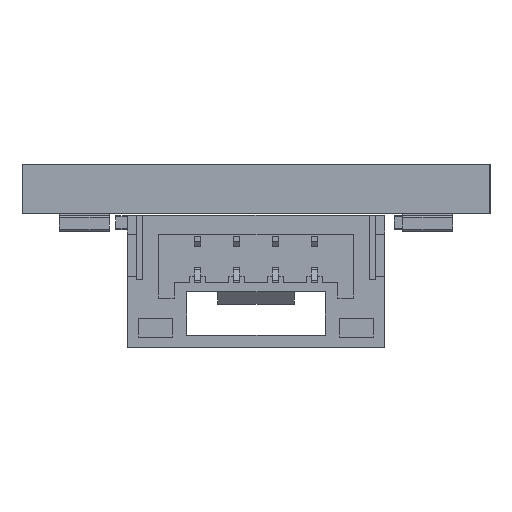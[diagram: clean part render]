
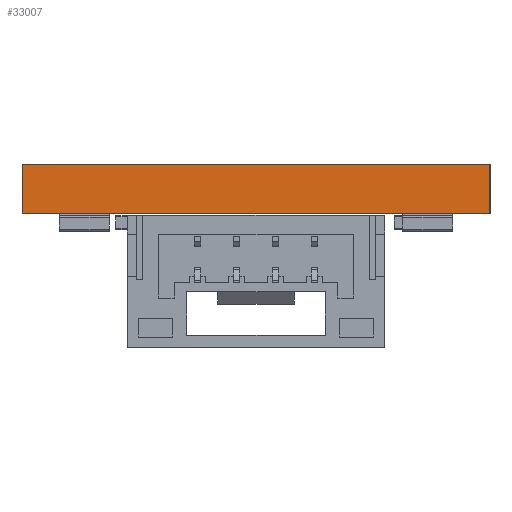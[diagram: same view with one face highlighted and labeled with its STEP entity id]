
A CAD part, left-side view. The second image highlights one B-rep face of the part: STEP entity #33007.
In plain terms, the highlighted planar face has unit normal (-1, 0, 0).
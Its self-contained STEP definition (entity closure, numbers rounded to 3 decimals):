
#33007 = ADVANCED_FACE('',(#33008),#33022,.T.);
#33008 = FACE_BOUND('',#33009,.T.);
#33009 = EDGE_LOOP('',(#33010,#33045,#33073,#33101));
#33010 = ORIENTED_EDGE('',*,*,#33011,.T.);
#33011 = EDGE_CURVE('',#33012,#33014,#33016,.T.);
#33012 = VERTEX_POINT('',#33013);
#33013 = CARTESIAN_POINT('',(-126.746,136.906,0.));
#33014 = VERTEX_POINT('',#33015);
#33015 = CARTESIAN_POINT('',(-126.746,136.906,1.6));
#33016 = SURFACE_CURVE('',#33017,(#33021,#33033),.PCURVE_S1.);
#33017 = LINE('',#33018,#33019);
#33018 = CARTESIAN_POINT('',(-126.746,136.906,0.));
#33019 = VECTOR('',#33020,1.);
#33020 = DIRECTION('',(0.,0.,1.));
#33021 = PCURVE('',#33022,#33027);
#33022 = PLANE('',#33023);
#33023 = AXIS2_PLACEMENT_3D('',#33024,#33025,#33026);
#33024 = CARTESIAN_POINT('',(-126.746,136.906,0.));
#33025 = DIRECTION('',(-1.,0.,0.));
#33026 = DIRECTION('',(0.,1.,0.));
#33027 = DEFINITIONAL_REPRESENTATION('',(#33028),#33032);
#33028 = LINE('',#33029,#33030);
#33029 = CARTESIAN_POINT('',(0.,0.));
#33030 = VECTOR('',#33031,1.);
#33031 = DIRECTION('',(0.,-1.));
#33032 = ( GEOMETRIC_REPRESENTATION_CONTEXT(2) 
PARAMETRIC_REPRESENTATION_CONTEXT() REPRESENTATION_CONTEXT('2D SPACE',''
  ) );
#33033 = PCURVE('',#33034,#33039);
#33034 = PLANE('',#33035);
#33035 = AXIS2_PLACEMENT_3D('',#33036,#33037,#33038);
#33036 = CARTESIAN_POINT('',(-96.746,136.906,0.));
#33037 = DIRECTION('',(0.,-1.,0.));
#33038 = DIRECTION('',(-1.,0.,0.));
#33039 = DEFINITIONAL_REPRESENTATION('',(#33040),#33044);
#33040 = LINE('',#33041,#33042);
#33041 = CARTESIAN_POINT('',(30.,0.));
#33042 = VECTOR('',#33043,1.);
#33043 = DIRECTION('',(0.,-1.));
#33044 = ( GEOMETRIC_REPRESENTATION_CONTEXT(2) 
PARAMETRIC_REPRESENTATION_CONTEXT() REPRESENTATION_CONTEXT('2D SPACE',''
  ) );
#33045 = ORIENTED_EDGE('',*,*,#33046,.T.);
#33046 = EDGE_CURVE('',#33014,#33047,#33049,.T.);
#33047 = VERTEX_POINT('',#33048);
#33048 = CARTESIAN_POINT('',(-126.746,151.906,1.6));
#33049 = SURFACE_CURVE('',#33050,(#33054,#33061),.PCURVE_S1.);
#33050 = LINE('',#33051,#33052);
#33051 = CARTESIAN_POINT('',(-126.746,136.906,1.6));
#33052 = VECTOR('',#33053,1.);
#33053 = DIRECTION('',(0.,1.,0.));
#33054 = PCURVE('',#33022,#33055);
#33055 = DEFINITIONAL_REPRESENTATION('',(#33056),#33060);
#33056 = LINE('',#33057,#33058);
#33057 = CARTESIAN_POINT('',(0.,-1.6));
#33058 = VECTOR('',#33059,1.);
#33059 = DIRECTION('',(1.,0.));
#33060 = ( GEOMETRIC_REPRESENTATION_CONTEXT(2) 
PARAMETRIC_REPRESENTATION_CONTEXT() REPRESENTATION_CONTEXT('2D SPACE',''
  ) );
#33061 = PCURVE('',#33062,#33067);
#33062 = PLANE('',#33063);
#33063 = AXIS2_PLACEMENT_3D('',#33064,#33065,#33066);
#33064 = CARTESIAN_POINT('',(-111.746,144.406,1.6));
#33065 = DIRECTION('',(-0.,-0.,-1.));
#33066 = DIRECTION('',(-1.,0.,0.));
#33067 = DEFINITIONAL_REPRESENTATION('',(#33068),#33072);
#33068 = LINE('',#33069,#33070);
#33069 = CARTESIAN_POINT('',(15.,-7.5));
#33070 = VECTOR('',#33071,1.);
#33071 = DIRECTION('',(0.,1.));
#33072 = ( GEOMETRIC_REPRESENTATION_CONTEXT(2) 
PARAMETRIC_REPRESENTATION_CONTEXT() REPRESENTATION_CONTEXT('2D SPACE',''
  ) );
#33073 = ORIENTED_EDGE('',*,*,#33074,.F.);
#33074 = EDGE_CURVE('',#33075,#33047,#33077,.T.);
#33075 = VERTEX_POINT('',#33076);
#33076 = CARTESIAN_POINT('',(-126.746,151.906,0.));
#33077 = SURFACE_CURVE('',#33078,(#33082,#33089),.PCURVE_S1.);
#33078 = LINE('',#33079,#33080);
#33079 = CARTESIAN_POINT('',(-126.746,151.906,0.));
#33080 = VECTOR('',#33081,1.);
#33081 = DIRECTION('',(0.,0.,1.));
#33082 = PCURVE('',#33022,#33083);
#33083 = DEFINITIONAL_REPRESENTATION('',(#33084),#33088);
#33084 = LINE('',#33085,#33086);
#33085 = CARTESIAN_POINT('',(15.,0.));
#33086 = VECTOR('',#33087,1.);
#33087 = DIRECTION('',(0.,-1.));
#33088 = ( GEOMETRIC_REPRESENTATION_CONTEXT(2) 
PARAMETRIC_REPRESENTATION_CONTEXT() REPRESENTATION_CONTEXT('2D SPACE',''
  ) );
#33089 = PCURVE('',#33090,#33095);
#33090 = PLANE('',#33091);
#33091 = AXIS2_PLACEMENT_3D('',#33092,#33093,#33094);
#33092 = CARTESIAN_POINT('',(-126.746,151.906,0.));
#33093 = DIRECTION('',(0.,1.,0.));
#33094 = DIRECTION('',(1.,0.,0.));
#33095 = DEFINITIONAL_REPRESENTATION('',(#33096),#33100);
#33096 = LINE('',#33097,#33098);
#33097 = CARTESIAN_POINT('',(0.,0.));
#33098 = VECTOR('',#33099,1.);
#33099 = DIRECTION('',(0.,-1.));
#33100 = ( GEOMETRIC_REPRESENTATION_CONTEXT(2) 
PARAMETRIC_REPRESENTATION_CONTEXT() REPRESENTATION_CONTEXT('2D SPACE',''
  ) );
#33101 = ORIENTED_EDGE('',*,*,#33102,.F.);
#33102 = EDGE_CURVE('',#33012,#33075,#33103,.T.);
#33103 = SURFACE_CURVE('',#33104,(#33108,#33115),.PCURVE_S1.);
#33104 = LINE('',#33105,#33106);
#33105 = CARTESIAN_POINT('',(-126.746,136.906,0.));
#33106 = VECTOR('',#33107,1.);
#33107 = DIRECTION('',(0.,1.,0.));
#33108 = PCURVE('',#33022,#33109);
#33109 = DEFINITIONAL_REPRESENTATION('',(#33110),#33114);
#33110 = LINE('',#33111,#33112);
#33111 = CARTESIAN_POINT('',(0.,0.));
#33112 = VECTOR('',#33113,1.);
#33113 = DIRECTION('',(1.,0.));
#33114 = ( GEOMETRIC_REPRESENTATION_CONTEXT(2) 
PARAMETRIC_REPRESENTATION_CONTEXT() REPRESENTATION_CONTEXT('2D SPACE',''
  ) );
#33115 = PCURVE('',#33116,#33121);
#33116 = PLANE('',#33117);
#33117 = AXIS2_PLACEMENT_3D('',#33118,#33119,#33120);
#33118 = CARTESIAN_POINT('',(-111.746,144.406,0.));
#33119 = DIRECTION('',(-0.,-0.,-1.));
#33120 = DIRECTION('',(-1.,0.,0.));
#33121 = DEFINITIONAL_REPRESENTATION('',(#33122),#33126);
#33122 = LINE('',#33123,#33124);
#33123 = CARTESIAN_POINT('',(15.,-7.5));
#33124 = VECTOR('',#33125,1.);
#33125 = DIRECTION('',(0.,1.));
#33126 = ( GEOMETRIC_REPRESENTATION_CONTEXT(2) 
PARAMETRIC_REPRESENTATION_CONTEXT() REPRESENTATION_CONTEXT('2D SPACE',''
  ) );
